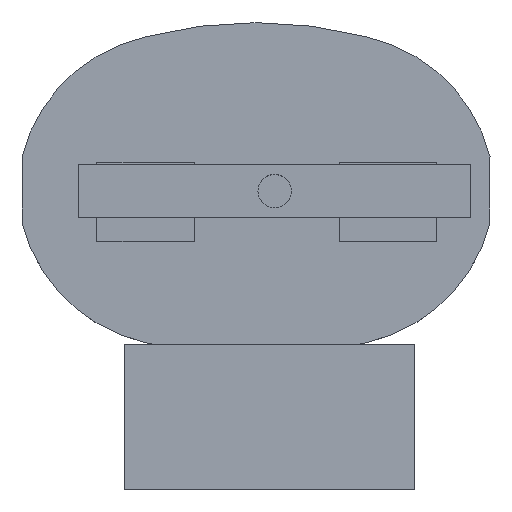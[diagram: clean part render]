
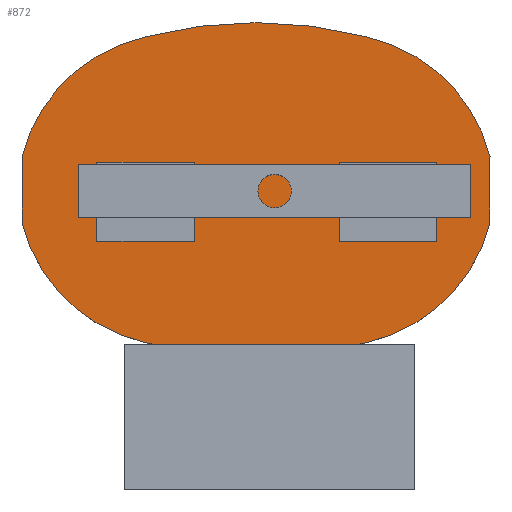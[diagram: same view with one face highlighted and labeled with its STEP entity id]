
A CAD part, top view. The second image highlights one B-rep face of the part: STEP entity #872.
In plain terms, the highlighted face is planar.
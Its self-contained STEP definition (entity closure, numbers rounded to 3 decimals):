
#52=CIRCLE('',#968,12.444);
#54=CIRCLE('',#971,33.034);
#56=CIRCLE('',#974,12.444);
#58=CIRCLE('',#978,12.444);
#60=CIRCLE('',#981,32.086);
#62=CIRCLE('',#984,12.445);
#103=FACE_OUTER_BOUND('',#156,.T.);
#156=EDGE_LOOP('',(#663,#664,#665,#666,#667,#668,#669,#670));
#206=LINE('',#1355,#297);
#213=LINE('',#1381,#304);
#297=VECTOR('',#1092,9.997);
#304=VECTOR('',#1119,9.997);
#392=VERTEX_POINT('',#1353);
#393=VERTEX_POINT('',#1354);
#396=VERTEX_POINT('',#1362);
#398=VERTEX_POINT('',#1368);
#400=VERTEX_POINT('',#1374);
#402=VERTEX_POINT('',#1380);
#404=VERTEX_POINT('',#1386);
#406=VERTEX_POINT('',#1392);
#478=EDGE_CURVE('',#392,#393,#206,.T.);
#482=EDGE_CURVE('',#396,#393,#52,.T.);
#485=EDGE_CURVE('',#398,#396,#54,.T.);
#488=EDGE_CURVE('',#400,#398,#56,.T.);
#491=EDGE_CURVE('',#402,#400,#213,.T.);
#494=EDGE_CURVE('',#404,#402,#58,.T.);
#497=EDGE_CURVE('',#406,#404,#60,.T.);
#500=EDGE_CURVE('',#392,#406,#62,.T.);
#663=ORIENTED_EDGE('',*,*,#500,.F.);
#664=ORIENTED_EDGE('',*,*,#478,.T.);
#665=ORIENTED_EDGE('',*,*,#482,.F.);
#666=ORIENTED_EDGE('',*,*,#485,.F.);
#667=ORIENTED_EDGE('',*,*,#488,.F.);
#668=ORIENTED_EDGE('',*,*,#491,.F.);
#669=ORIENTED_EDGE('',*,*,#494,.F.);
#670=ORIENTED_EDGE('',*,*,#497,.F.);
#823=PLANE('',#987);
#872=ADVANCED_FACE('',(#103),#823,.F.);
#968=AXIS2_PLACEMENT_3D('',#1363,#1098,#1099);
#971=AXIS2_PLACEMENT_3D('',#1369,#1105,#1106);
#974=AXIS2_PLACEMENT_3D('',#1375,#1112,#1113);
#978=AXIS2_PLACEMENT_3D('',#1387,#1124,#1125);
#981=AXIS2_PLACEMENT_3D('',#1393,#1131,#1132);
#984=AXIS2_PLACEMENT_3D('',#1398,#1138,#1139);
#987=AXIS2_PLACEMENT_3D('',#1401,#1144,#1145);
#1092=DIRECTION('',(0.,-1.,0.));
#1098=DIRECTION('center_axis',(0.,0.,
1.));
#1099=DIRECTION('ref_axis',(0.222,-0.975,0.));
#1105=DIRECTION('center_axis',(0.,0.,
1.));
#1106=DIRECTION('ref_axis',(-0.256,-0.967,0.));
#1112=DIRECTION('center_axis',(0.,0.,
1.));
#1113=DIRECTION('ref_axis',(-0.969,-0.249,0.));
#1119=DIRECTION('',(0.,-1.,0.));
#1124=DIRECTION('center_axis',(0.,0.,
1.));
#1125=DIRECTION('ref_axis',(-0.222,0.975,0.));
#1131=DIRECTION('center_axis',(0.,0.,
1.));
#1132=DIRECTION('ref_axis',(0.263,0.965,0.));
#1138=DIRECTION('center_axis',(0.,0.,
1.));
#1139=DIRECTION('ref_axis',(0.969,0.249,0.));
#1144=DIRECTION('center_axis',(0.,0.,1.));
#1145=DIRECTION('ref_axis',(1.,0.,0.));
#1353=CARTESIAN_POINT('',(504.133,-46.574,58.));
#1354=CARTESIAN_POINT('',(504.133,-51.643,58.));
#1355=CARTESIAN_POINT('',(504.133,-46.574,58.));
#1362=CARTESIAN_POINT('',(494.842,-60.681,58.));
#1363=CARTESIAN_POINT('Origin',(492.08,-48.546,58.));
#1368=CARTESIAN_POINT('',(477.948,-60.681,58.));
#1369=CARTESIAN_POINT('Origin',(486.395,-28.745,58.));
#1374=CARTESIAN_POINT('',(468.657,-51.643,58.));
#1375=CARTESIAN_POINT('Origin',(480.71,-48.546,58.));
#1380=CARTESIAN_POINT('',(468.656,-46.574,58.));
#1381=CARTESIAN_POINT('',(468.656,-46.574,58.));
#1386=CARTESIAN_POINT('',(477.947,-37.536,58.));
#1387=CARTESIAN_POINT('Origin',(480.709,-49.671,58.));
#1392=CARTESIAN_POINT('',(494.841,-37.536,58.));
#1393=CARTESIAN_POINT('Origin',(486.394,-68.491,58.));
#1398=CARTESIAN_POINT('Origin',(492.079,-49.671,58.));
#1401=CARTESIAN_POINT('Origin',(486.395,-49.109,58.));
